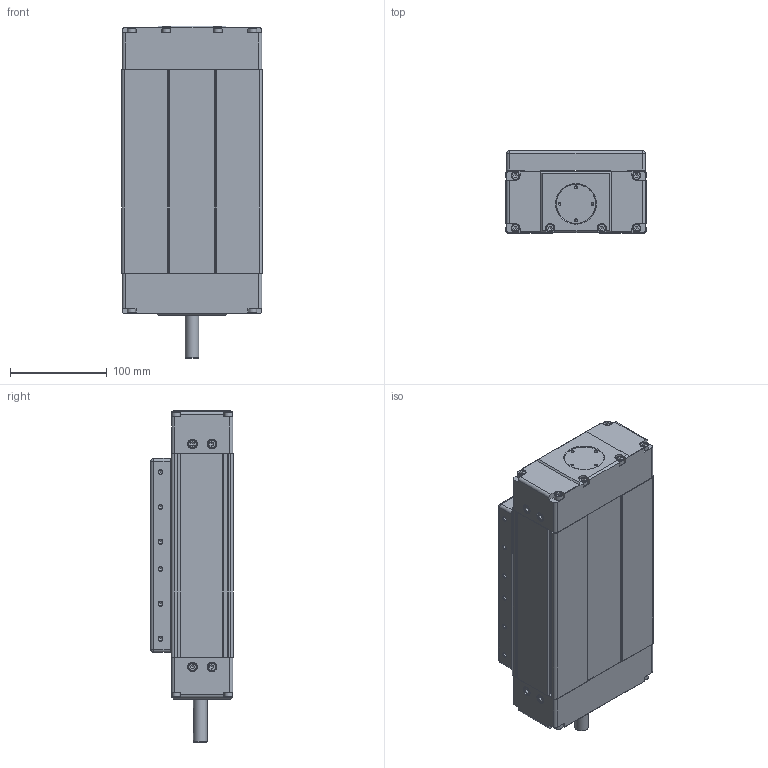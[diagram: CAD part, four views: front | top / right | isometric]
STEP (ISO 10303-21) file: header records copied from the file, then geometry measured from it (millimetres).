
FILE_DESCRIPTION((''),'2;1');
FILE_NAME('CTV 145 L 1 ASM.stp','2010-10-11T14:00:40',('user'),(''),'Autodesk Inventor 2011','Autodesk Inventor 2011','');
FILE_SCHEMA(('AUTOMOTIVE_DESIGN { 1 0 10303 214 1 1 1 1 }'));
Length unit declared in the file: millimetre
Products named in the file (6): CTV 145 L 1 ASM; CTV 145 L 1; PROFIL CTV 145 L; PLOŠČA VOZIČKA CTV 145 L; SPREDNJI POKROV CTV 145; ZADNJI POKROV CTV 145
Assembly tree (5 placements, depth 3):
  CTV 145 L 1 ASM
    CTV 145 L 1
      PROFIL CTV 145 L
      PLOŠČA VOZIČKA CTV 145 L
      SPREDNJI POKROV CTV 145
      ZADNJI POKROV CTV 145
Bounding box: 145 x 85 x 342.5 mm (x, y, z)
Volume: 3214250.8 mm3; surface area: 304348 mm2
Topology: 4 solids, 6 shells, 699 faces, 1775 edges, 1138 vertices
Faces by surface type: plane 347, cylinder 211, cone 114, torus 23, sphere 4
Full cylindrical faces by diameter (mm): 1.7 x2, 3 x4, 4.134 x14, 4.917 x4, 6 x4, 6.5 x8, 6.6 x4, 6.647 x9, 7.1 x8, 8.5 x20, 9 x6, 10 x14, 11 x8, 14 x1, 16.2 x1, 17 x2, 24.36 x1, 32.64 x1, 40 x1, 48 x1
Entity records: 19706 total; most frequent: CARTESIAN_POINT 3580, DIRECTION 3198, ORIENTED_EDGE 2856, EDGE_CURVE 1428, AXIS2_PLACEMENT_3D 1198, VERTEX_POINT 1046, EDGE_LOOP 1028, VECTOR 802
